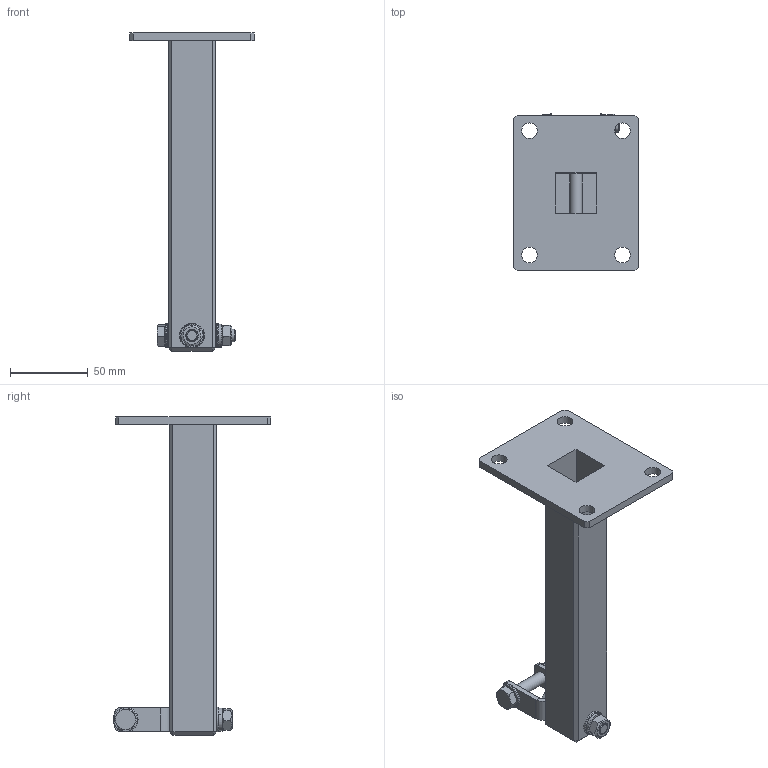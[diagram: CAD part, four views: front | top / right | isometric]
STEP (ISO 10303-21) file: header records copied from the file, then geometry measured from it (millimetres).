
FILE_DESCRIPTION(/* description */ (''),/* implementation_level */ '2;1');
FILE_NAME(/* name */ 'WMB-VA1.x (M8).stp',/* time_stamp */ '2019-11-26T16:39:18+01:00',/* author */ ('Sebastian Weber'),/* organization */ (''),/* preprocessor_version */ 'ST-DEVELOPER v17',/* originating_system */ 'Autodesk Inventor 2019',/* authorisation */ '');
FILE_SCHEMA (('AUTOMOTIVE_DESIGN { 1 0 10303 214 3 1 1 }'));
Length unit declared in the file: millimetre
Products named in the file (7): Baugruppe Wandausleger VA; Wand- und Deckenausleger; WMB-VA1.x Gabel (M8)_rev.00; DIN 933 - ersetzt durch DIN EN 24017 M8  x 45; DIN 934 - ersetzt durch DIN EN 24032/28673/28674 M8; DIN 127 - zurückgezogen A 8; DIN 125-1 B B 8,4
Assembly tree (12 placements, depth 2):
  Baugruppe Wandausleger VA
    Wand- und Deckenausleger
    WMB-VA1.x Gabel (M8)_rev.00
    DIN 933 - ersetzt durch DIN EN 24017 M8  x 45  x2
    DIN 934 - ersetzt durch DIN EN 24032/28673/28674 M8  x2
    DIN 125-1 B B 8,4  x4
    DIN 127 - zurückgezogen A 8  x2
Bounding box: 80 x 101.5 x 205 mm (x, y, z)
Volume: 91419 mm3; surface area: 71815.9 mm2
Topology: 12 solids, 12 shells, 171 faces, 385 edges, 244 vertices
Faces by surface type: plane 102, cylinder 41, cone 28
Full cylindrical faces by diameter (mm): 6.647 x2, 7.323 x2, 8 x2, 8.1 x5, 8.4 x4, 10.2 x4, 11.4 x2, 16 x4
Entity records: 3538 total; most frequent: CARTESIAN_POINT 609, DIRECTION 586, ORIENTED_EDGE 526, EDGE_CURVE 263, AXIS2_PLACEMENT_3D 214, VERTEX_POINT 165, LINE 158, VECTOR 158
